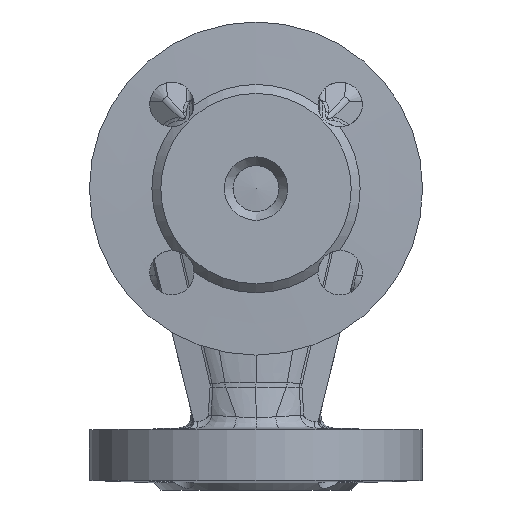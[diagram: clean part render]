
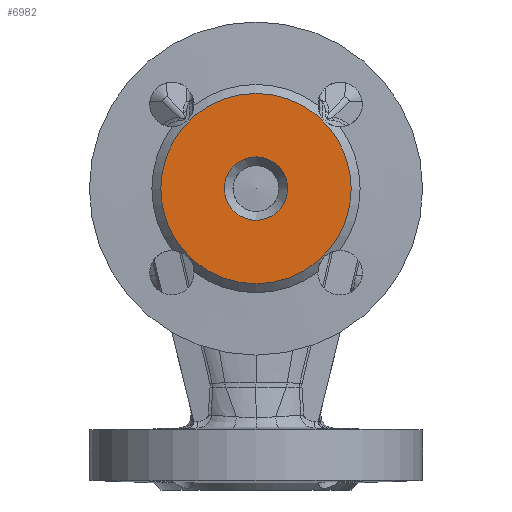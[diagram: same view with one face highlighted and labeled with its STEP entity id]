
A CAD part, front view. The second image highlights one B-rep face of the part: STEP entity #6982.
In plain terms, the highlighted planar face has unit normal (0, -1, 0).
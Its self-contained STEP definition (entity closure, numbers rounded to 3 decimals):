
#143=FACE_BOUND('',#2062,.T.);
#1041=PLANE('',#7519);
#1306=CIRCLE('',#7516,30.);
#1307=CIRCLE('',#7520,10.);
#1624=FACE_OUTER_BOUND('',#2061,.T.);
#2061=EDGE_LOOP('',(#5515));
#2062=EDGE_LOOP('',(#5516));
#3057=VERTEX_POINT('',#29824);
#3058=VERTEX_POINT('',#29860);
#3941=EDGE_CURVE('',#3057,#3057,#1306,.T.);
#3946=EDGE_CURVE('',#3058,#3058,#1307,.T.);
#5515=ORIENTED_EDGE('',*,*,#3941,.T.);
#5516=ORIENTED_EDGE('',*,*,#3946,.F.);
#6982=ADVANCED_FACE('',(#1624,#143),#1041,.F.);
#7516=AXIS2_PLACEMENT_3D('',#29826,#8471,#8472);
#7519=AXIS2_PLACEMENT_3D('',#29859,#8479,#8480);
#7520=AXIS2_PLACEMENT_3D('',#29861,#8481,#8482);
#8471=DIRECTION('center_axis',(0.,-1.,0.));
#8472=DIRECTION('ref_axis',(0.,0.,-1.));
#8479=DIRECTION('center_axis',(0.,1.,0.));
#8480=DIRECTION('ref_axis',(0.,0.,-1.));
#8481=DIRECTION('center_axis',(0.,-1.,0.));
#8482=DIRECTION('ref_axis',(0.,0.,-1.));
#29824=CARTESIAN_POINT('',(0.,-95.,30.));
#29826=CARTESIAN_POINT('Origin',(0.,-95.,0.));
#29859=CARTESIAN_POINT('Origin',(0.,-95.,0.));
#29860=CARTESIAN_POINT('',(0.,-95.,10.));
#29861=CARTESIAN_POINT('Origin',(0.,-95.,0.));
